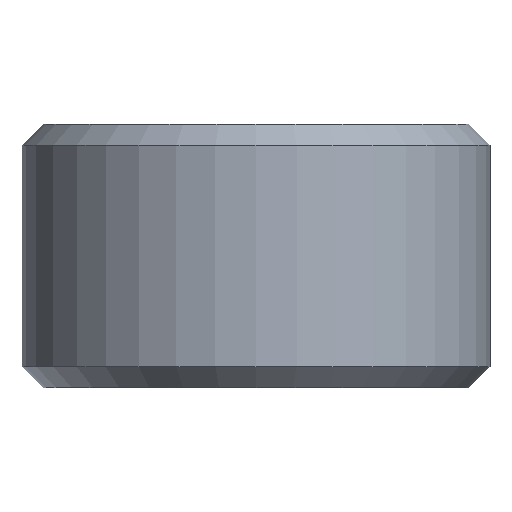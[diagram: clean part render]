
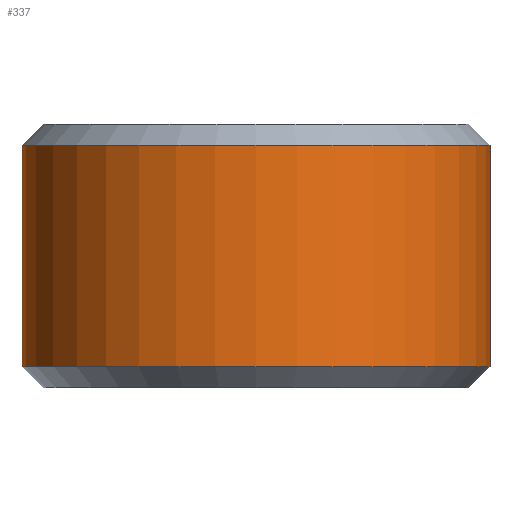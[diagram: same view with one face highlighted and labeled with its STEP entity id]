
A CAD part, left-side view. The second image highlights one B-rep face of the part: STEP entity #337.
In plain terms, the highlighted cylindrical face has radius 5.5 mm (diameter 11 mm), a full revolution.
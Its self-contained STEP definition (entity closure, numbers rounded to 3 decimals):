
#72=B_SPLINE_CURVE_WITH_KNOTS($,3,(#514,#515,#516,#517,#518,#519,#520,#521,
#522,#523,#524,#525,#526,#527,#528,#529,#530,#531,#532,#533,#534,#535,#536,
#537,#538,#539,#540,#541,#542,#543,#544,#545,#546,#547,#548,#549,#550,#551,
#552,#553,#554,#555,#556),.UNSPECIFIED.,.F.,.F.,(4,3,3,3,3,3,3,3,3,3,3,
3,3,3,4),(0.,0.114,0.178,0.242,0.306,
0.37,0.434,0.498,0.562,
0.626,0.69,0.754,0.818,0.882,
1.),.UNSPECIFIED.);
#73=B_SPLINE_CURVE_WITH_KNOTS($,3,(#557,#558,#559,#560,#561,#562,#563,#564,
#565,#566,#567,#568,#569,#570,#571,#572,#573,#574,#575,#576,#577,#578,#579,
#580,#581,#582,#583,#584,#585,#586,#587,#588,#589,#590,#591,#592,#593,#594,
#595,#596,#597,#598,#599),.UNSPECIFIED.,.F.,.F.,(4,3,3,3,3,3,3,3,3,3,3,
3,3,3,4),(0.,0.114,0.178,0.242,
0.306,0.37,0.434,0.498,
0.562,0.626,0.69,0.754,
0.818,0.882,1.),.UNSPECIFIED.);
#80=CYLINDRICAL_SURFACE($,#369,5.5);
#86=FACE_BOUND($,#127,.T.);
#87=FACE_BOUND($,#128,.T.);
#101=FACE_OUTER_BOUND($,#126,.T.);
#126=EDGE_LOOP($,(#248));
#127=EDGE_LOOP($,(#249));
#128=EDGE_LOOP($,(#250,#251));
#164=CIRCLE($,#370,5.5);
#165=CIRCLE($,#371,5.5);
#176=VERTEX_POINT($,#508);
#177=VERTEX_POINT($,#510);
#178=VERTEX_POINT($,#512);
#179=VERTEX_POINT($,#513);
#208=EDGE_CURVE($,#176,#176,#164,.T.);
#209=EDGE_CURVE($,#177,#177,#165,.T.);
#210=EDGE_CURVE($,#178,#179,#72,.T.);
#211=EDGE_CURVE($,#179,#178,#73,.T.);
#248=ORIENTED_EDGE($,*,*,#208,.F.);
#249=ORIENTED_EDGE($,*,*,#209,.F.);
#250=ORIENTED_EDGE($,*,*,#210,.T.);
#251=ORIENTED_EDGE($,*,*,#211,.T.);
#337=ADVANCED_FACE($,(#101,#86,#87),#80,.T.);
#369=AXIS2_PLACEMENT_3D($,#507,#414,#415);
#370=AXIS2_PLACEMENT_3D($,#509,#416,#417);
#371=AXIS2_PLACEMENT_3D($,#511,#418,#419);
#414=DIRECTION('center_axis',(0.,0.,1.));
#415=DIRECTION('ref_axis',(0.,-1.,0.));
#416=DIRECTION('center_axis',(0.,0.,-1.));
#417=DIRECTION('ref_axis',(0.,1.,0.));
#418=DIRECTION('center_axis',(0.,0.,1.));
#419=DIRECTION('ref_axis',(0.,-1.,0.));
#507=CARTESIAN_POINT('Origin',(0.,0.,-3.1));
#508=CARTESIAN_POINT('',(0.,5.5,-2.6));
#509=CARTESIAN_POINT('Origin',(0.,0.,-2.6));
#510=CARTESIAN_POINT('',(0.,5.5,2.6));
#511=CARTESIAN_POINT('Origin',(0.,0.,2.6));
#512=CARTESIAN_POINT('',(5.393,1.082,0.095));
#513=CARTESIAN_POINT('',(5.393,-1.082,0.095));
#514=CARTESIAN_POINT('Ctrl Pts',(5.393,1.082,0.095));
#515=CARTESIAN_POINT('Ctrl Pts',(5.393,1.082,-0.018));
#516=CARTESIAN_POINT('Ctrl Pts',(5.397,1.062,-0.139));
#517=CARTESIAN_POINT('Ctrl Pts',(5.405,1.019,-0.257));
#518=CARTESIAN_POINT('Ctrl Pts',(5.409,0.995,-0.323));
#519=CARTESIAN_POINT('Ctrl Pts',(5.415,0.963,-0.388));
#520=CARTESIAN_POINT('Ctrl Pts',(5.422,0.925,-0.449));
#521=CARTESIAN_POINT('Ctrl Pts',(5.428,0.887,-0.51));
#522=CARTESIAN_POINT('Ctrl Pts',(5.435,0.843,-0.567));
#523=CARTESIAN_POINT('Ctrl Pts',(5.442,0.793,-0.618));
#524=CARTESIAN_POINT('Ctrl Pts',(5.45,0.744,-0.67));
#525=CARTESIAN_POINT('Ctrl Pts',(5.457,0.689,-0.717));
#526=CARTESIAN_POINT('Ctrl Pts',(5.464,0.63,-0.758));
#527=CARTESIAN_POINT('Ctrl Pts',(5.471,0.571,-0.799));
#528=CARTESIAN_POINT('Ctrl Pts',(5.477,0.506,-0.835));
#529=CARTESIAN_POINT('Ctrl Pts',(5.482,0.439,-0.864));
#530=CARTESIAN_POINT('Ctrl Pts',(5.488,0.371,-0.893));
#531=CARTESIAN_POINT('Ctrl Pts',(5.492,0.301,-0.916));
#532=CARTESIAN_POINT('Ctrl Pts',(5.495,0.229,-0.931));
#533=CARTESIAN_POINT('Ctrl Pts',(5.498,0.157,-0.946));
#534=CARTESIAN_POINT('Ctrl Pts',(5.5,0.083,-0.954));
#535=CARTESIAN_POINT('Ctrl Pts',(5.5,0.009,-0.955));
#536=CARTESIAN_POINT('Ctrl Pts',(5.5,-0.065,-0.955));
#537=CARTESIAN_POINT('Ctrl Pts',(5.499,-0.139,-0.948));
#538=CARTESIAN_POINT('Ctrl Pts',(5.496,-0.211,-0.934));
#539=CARTESIAN_POINT('Ctrl Pts',(5.493,-0.283,-0.921));
#540=CARTESIAN_POINT('Ctrl Pts',(5.489,-0.354,-0.899));
#541=CARTESIAN_POINT('Ctrl Pts',(5.484,-0.422,-0.871));
#542=CARTESIAN_POINT('Ctrl Pts',(5.479,-0.49,-0.843));
#543=CARTESIAN_POINT('Ctrl Pts',(5.472,-0.556,-0.808));
#544=CARTESIAN_POINT('Ctrl Pts',(5.465,-0.616,-0.767));
#545=CARTESIAN_POINT('Ctrl Pts',(5.459,-0.677,-0.727));
#546=CARTESIAN_POINT('Ctrl Pts',(5.451,-0.733,-0.68));
#547=CARTESIAN_POINT('Ctrl Pts',(5.444,-0.783,-0.629));
#548=CARTESIAN_POINT('Ctrl Pts',(5.437,-0.834,-0.577));
#549=CARTESIAN_POINT('Ctrl Pts',(5.429,-0.879,-0.521));
#550=CARTESIAN_POINT('Ctrl Pts',(5.423,-0.918,-0.46));
#551=CARTESIAN_POINT('Ctrl Pts',(5.416,-0.956,-0.4));
#552=CARTESIAN_POINT('Ctrl Pts',(5.41,-0.989,-0.336));
#553=CARTESIAN_POINT('Ctrl Pts',(5.406,-1.014,-0.27));
#554=CARTESIAN_POINT('Ctrl Pts',(5.397,-1.06,-0.149));
#555=CARTESIAN_POINT('Ctrl Pts',(5.393,-1.082,-0.023));
#556=CARTESIAN_POINT('Ctrl Pts',(5.393,-1.082,0.095));
#557=CARTESIAN_POINT('Ctrl Pts',(5.393,-1.082,0.095));
#558=CARTESIAN_POINT('Ctrl Pts',(5.393,-1.082,0.209));
#559=CARTESIAN_POINT('Ctrl Pts',(5.397,-1.062,0.33));
#560=CARTESIAN_POINT('Ctrl Pts',(5.405,-1.019,0.448));
#561=CARTESIAN_POINT('Ctrl Pts',(5.409,-0.995,0.514));
#562=CARTESIAN_POINT('Ctrl Pts',(5.415,-0.963,0.579));
#563=CARTESIAN_POINT('Ctrl Pts',(5.422,-0.925,0.639));
#564=CARTESIAN_POINT('Ctrl Pts',(5.428,-0.887,0.7));
#565=CARTESIAN_POINT('Ctrl Pts',(5.435,-0.843,0.757));
#566=CARTESIAN_POINT('Ctrl Pts',(5.443,-0.793,0.809));
#567=CARTESIAN_POINT('Ctrl Pts',(5.45,-0.744,0.861));
#568=CARTESIAN_POINT('Ctrl Pts',(5.457,-0.689,0.908));
#569=CARTESIAN_POINT('Ctrl Pts',(5.464,-0.629,0.949));
#570=CARTESIAN_POINT('Ctrl Pts',(5.471,-0.57,0.99));
#571=CARTESIAN_POINT('Ctrl Pts',(5.477,-0.506,1.026));
#572=CARTESIAN_POINT('Ctrl Pts',(5.483,-0.438,1.055));
#573=CARTESIAN_POINT('Ctrl Pts',(5.488,-0.371,1.084));
#574=CARTESIAN_POINT('Ctrl Pts',(5.492,-0.3,1.107));
#575=CARTESIAN_POINT('Ctrl Pts',(5.495,-0.228,1.122));
#576=CARTESIAN_POINT('Ctrl Pts',(5.498,-0.156,1.137));
#577=CARTESIAN_POINT('Ctrl Pts',(5.5,-0.082,1.145));
#578=CARTESIAN_POINT('Ctrl Pts',(5.5,-0.008,
1.145));
#579=CARTESIAN_POINT('Ctrl Pts',(5.5,0.066,1.146));
#580=CARTESIAN_POINT('Ctrl Pts',(5.499,0.14,1.139));
#581=CARTESIAN_POINT('Ctrl Pts',(5.496,0.212,1.125));
#582=CARTESIAN_POINT('Ctrl Pts',(5.493,0.284,1.111));
#583=CARTESIAN_POINT('Ctrl Pts',(5.489,0.355,1.09));
#584=CARTESIAN_POINT('Ctrl Pts',(5.484,0.423,1.062));
#585=CARTESIAN_POINT('Ctrl Pts',(5.478,0.491,1.034));
#586=CARTESIAN_POINT('Ctrl Pts',(5.472,0.556,0.999));
#587=CARTESIAN_POINT('Ctrl Pts',(5.465,0.617,0.958));
#588=CARTESIAN_POINT('Ctrl Pts',(5.458,0.677,0.917));
#589=CARTESIAN_POINT('Ctrl Pts',(5.451,0.733,0.871));
#590=CARTESIAN_POINT('Ctrl Pts',(5.444,0.783,0.819));
#591=CARTESIAN_POINT('Ctrl Pts',(5.437,0.834,0.768));
#592=CARTESIAN_POINT('Ctrl Pts',(5.429,0.879,0.711));
#593=CARTESIAN_POINT('Ctrl Pts',(5.423,0.918,0.651));
#594=CARTESIAN_POINT('Ctrl Pts',(5.416,0.956,0.591));
#595=CARTESIAN_POINT('Ctrl Pts',(5.41,0.989,0.526));
#596=CARTESIAN_POINT('Ctrl Pts',(5.406,1.014,0.46));
#597=CARTESIAN_POINT('Ctrl Pts',(5.397,1.06,0.339));
#598=CARTESIAN_POINT('Ctrl Pts',(5.393,1.082,0.213));
#599=CARTESIAN_POINT('Ctrl Pts',(5.393,1.082,0.095));
